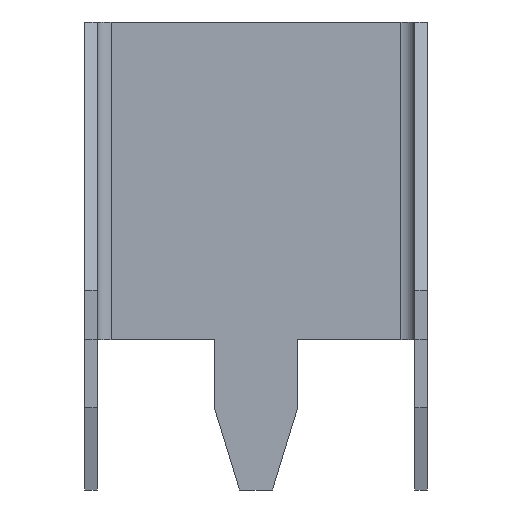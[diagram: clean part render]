
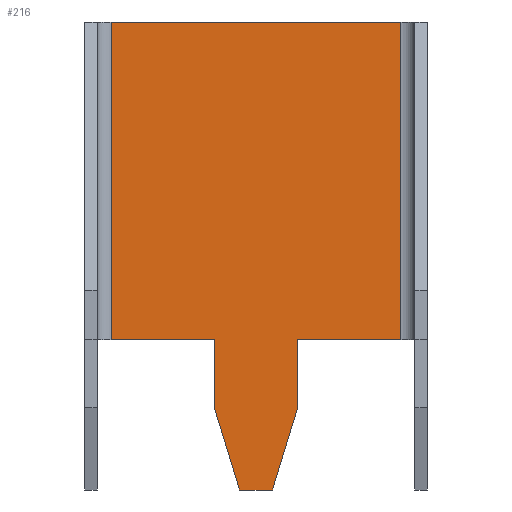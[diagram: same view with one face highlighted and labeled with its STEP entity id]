
A CAD part, front view. The second image highlights one B-rep face of the part: STEP entity #216.
In plain terms, the highlighted planar face has unit normal (0, -1, 0).
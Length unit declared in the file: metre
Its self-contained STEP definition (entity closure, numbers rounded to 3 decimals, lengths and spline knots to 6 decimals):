
#166 = EDGE_CURVE( '', #463, #464, #465, .T. );
#180 = EDGE_CURVE( '', #489, #490, #491, .T. );
#216 = ADVANCED_FACE( '', ( #551 ), #552, .F. );
#244 = EDGE_CURVE( '', #547, #597, #598, .T. );
#248 = EDGE_CURVE( '', #467, #604, #605, .T. );
#284 = EDGE_CURVE( '', #572, #463, #658, .T. );
#328 = EDGE_CURVE( '', #547, #490, #720, .T. );
#380 = EDGE_CURVE( '', #572, #489, #777, .T. );
#408 = EDGE_CURVE( '', #604, #508, #807, .T. );
#412 = EDGE_CURVE( '', #508, #464, #811, .T. );
#424 = EDGE_CURVE( '', #597, #467, #825, .T. );
#463 = VERTEX_POINT( '', #861 );
#464 = VERTEX_POINT( '', #862 );
#465 = LINE( '', #863, #864 );
#467 = VERTEX_POINT( '', #867 );
#489 = VERTEX_POINT( '', #899 );
#490 = VERTEX_POINT( '', #900 );
#491 = LINE( '', #901, #902 );
#508 = VERTEX_POINT( '', #925 );
#547 = VERTEX_POINT( '', #978 );
#551 = FACE_OUTER_BOUND( '', #983, .T. );
#552 = PLANE( '', #984 );
#572 = VERTEX_POINT( '', #1013 );
#597 = VERTEX_POINT( '', #1046 );
#598 = LINE( '', #1047, #1048 );
#604 = VERTEX_POINT( '', #1057 );
#605 = LINE( '', #1058, #1059 );
#658 = LINE( '', #1126, #1127 );
#720 = LINE( '', #1213, #1214 );
#777 = LINE( '', #1313, #1314 );
#807 = LINE( '', #1367, #1368 );
#811 = LINE( '', #1375, #1376 );
#825 = LINE( '', #1397, #1398 );
#861 = CARTESIAN_POINT( '', ( -0.004408, 0.002808, 0.000114 ) );
#862 = CARTESIAN_POINT( '', ( -0.001273, 0.002808, 0.000114 ) );
#863 = CARTESIAN_POINT( '', ( 0.004402, 0.002808, 0.000114 ) );
#864 = VECTOR( '', #1424, 1. );
#867 = CARTESIAN_POINT( '', ( 0.000497, 0.002808, -0.004456 ) );
#899 = CARTESIAN_POINT( '', ( 0.004402, 0.002808, 0.009764 ) );
#900 = CARTESIAN_POINT( '', ( 0.004402, 0.002808, 0.000114 ) );
#901 = CARTESIAN_POINT( '', ( 0.004402, 0.002808, 0.009764 ) );
#902 = VECTOR( '', #1438, 1. );
#925 = CARTESIAN_POINT( '', ( -0.001273, 0.002808, -0.001956 ) );
#978 = CARTESIAN_POINT( '', ( 0.001267, 0.002808, 0.000114 ) );
#983 = EDGE_LOOP( '', ( #1501, #1502, #1503, #1504, #1505, #1506, #1507, #1508, #1509, #1510 ) );
#984 = AXIS2_PLACEMENT_3D( '', #1511, #1512, #1513 );
#1013 = CARTESIAN_POINT( '', ( -0.004408, 0.002808, 0.009764 ) );
#1046 = CARTESIAN_POINT( '', ( 0.001267, 0.002808, -0.001956 ) );
#1047 = CARTESIAN_POINT( '', ( 0.001267, 0.002808, 0.000114 ) );
#1048 = VECTOR( '', #1557, 1. );
#1057 = CARTESIAN_POINT( '', ( -0.000503, 0.002808, -0.004456 ) );
#1058 = CARTESIAN_POINT( '', ( -0.000503, 0.002808, -0.004456 ) );
#1059 = VECTOR( '', #1559, 1. );
#1126 = CARTESIAN_POINT( '', ( -0.004408, 0.002808, 0.009764 ) );
#1127 = VECTOR( '', #1661, 1. );
#1213 = CARTESIAN_POINT( '', ( 0.004402, 0.002808, 0.000114 ) );
#1214 = VECTOR( '', #1770, 1. );
#1313 = CARTESIAN_POINT( '', ( 0.004402, 0.002808, 0.009764 ) );
#1314 = VECTOR( '', #1823, 1. );
#1367 = CARTESIAN_POINT( '', ( -0.001273, 0.002808, -0.001956 ) );
#1368 = VECTOR( '', #1848, 1. );
#1375 = CARTESIAN_POINT( '', ( -0.001273, 0.002808, 0.000114 ) );
#1376 = VECTOR( '', #1850, 1. );
#1397 = CARTESIAN_POINT( '', ( 0.001267, 0.002808, -0.001956 ) );
#1398 = VECTOR( '', #1877, 1. );
#1424 = DIRECTION( '', ( 1., 0., 0. ) );
#1438 = DIRECTION( '', ( 0., 0., -1. ) );
#1501 = ORIENTED_EDGE( '', *, *, #166, .T. );
#1502 = ORIENTED_EDGE( '', *, *, #412, .F. );
#1503 = ORIENTED_EDGE( '', *, *, #408, .F. );
#1504 = ORIENTED_EDGE( '', *, *, #248, .F. );
#1505 = ORIENTED_EDGE( '', *, *, #424, .F. );
#1506 = ORIENTED_EDGE( '', *, *, #244, .F. );
#1507 = ORIENTED_EDGE( '', *, *, #328, .T. );
#1508 = ORIENTED_EDGE( '', *, *, #180, .F. );
#1509 = ORIENTED_EDGE( '', *, *, #380, .F. );
#1510 = ORIENTED_EDGE( '', *, *, #284, .T. );
#1511 = CARTESIAN_POINT( '', ( 0.004402, 0.002808, 0.009764 ) );
#1512 = DIRECTION( '', ( 0., 1., 0. ) );
#1513 = DIRECTION( '', ( 1., 0., 0. ) );
#1557 = DIRECTION( '', ( 0., 0., -1. ) );
#1559 = DIRECTION( '', ( -1., 0., 0. ) );
#1661 = DIRECTION( '', ( 0., 0., -1. ) );
#1770 = DIRECTION( '', ( 1., 0., 0. ) );
#1823 = DIRECTION( '', ( 1., 0., 0. ) );
#1848 = DIRECTION( '', ( -0.294, 0., 0.956 ) );
#1850 = DIRECTION( '', ( 0., 0., 1. ) );
#1877 = DIRECTION( '', ( -0.294, 0., -0.956 ) );
